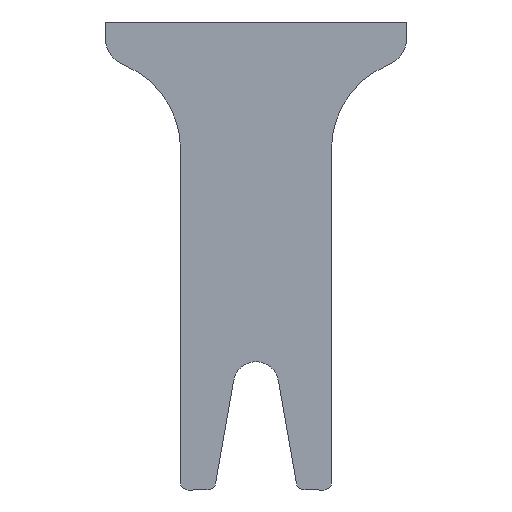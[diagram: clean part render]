
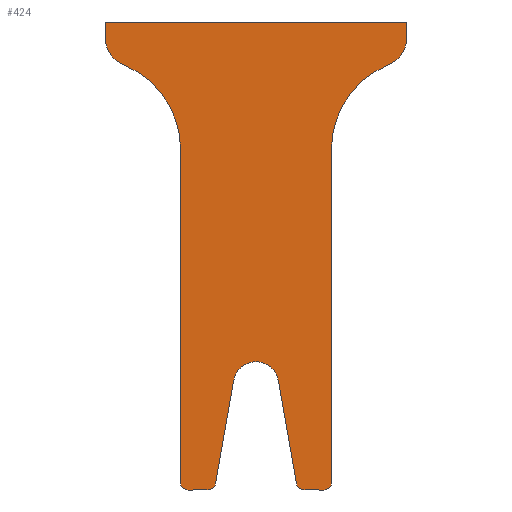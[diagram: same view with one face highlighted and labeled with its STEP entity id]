
A CAD part, left-side view. The second image highlights one B-rep face of the part: STEP entity #424.
In plain terms, the highlighted planar face has unit normal (-1, 0, 0).
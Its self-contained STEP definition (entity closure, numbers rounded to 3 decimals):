
#27=PLANE('',#466);
#49=FACE_OUTER_BOUND('',#71,.T.);
#71=EDGE_LOOP('',(#374,#375,#376,#377,#378,#379,#380,#381,#382,#383,#384,
#385,#386,#387,#388,#389,#390,#391,#392,#393));
#74=LINE('',#603,#116);
#78=LINE('',#615,#120);
#81=LINE('',#621,#123);
#84=LINE('',#627,#126);
#88=LINE('',#639,#130);
#92=LINE('',#651,#134);
#96=LINE('',#663,#138);
#100=LINE('',#675,#142);
#104=LINE('',#687,#146);
#108=LINE('',#699,#150);
#112=LINE('',#710,#154);
#116=VECTOR('',#479,0.067);
#120=VECTOR('',#491,1.);
#123=VECTOR('',#496,20.);
#126=VECTOR('',#501,1.);
#130=VECTOR('',#513,0.067);
#134=VECTOR('',#525,22.084);
#138=VECTOR('',#537,1.323);
#142=VECTOR('',#549,6.953);
#146=VECTOR('',#561,6.953);
#150=VECTOR('',#573,1.323);
#154=VECTOR('',#585,22.084);
#156=CIRCLE('',#428,6.);
#158=CIRCLE('',#432,2.);
#160=CIRCLE('',#438,2.);
#162=CIRCLE('',#442,6.);
#164=CIRCLE('',#446,0.5);
#166=CIRCLE('',#450,0.5);
#168=CIRCLE('',#454,1.5);
#170=CIRCLE('',#458,0.5);
#172=CIRCLE('',#462,0.5);
#174=VERTEX_POINT('',#593);
#175=VERTEX_POINT('',#594);
#178=VERTEX_POINT('',#602);
#180=VERTEX_POINT('',#608);
#182=VERTEX_POINT('',#614);
#184=VERTEX_POINT('',#620);
#186=VERTEX_POINT('',#626);
#188=VERTEX_POINT('',#632);
#190=VERTEX_POINT('',#638);
#192=VERTEX_POINT('',#644);
#194=VERTEX_POINT('',#650);
#196=VERTEX_POINT('',#656);
#198=VERTEX_POINT('',#662);
#200=VERTEX_POINT('',#668);
#202=VERTEX_POINT('',#674);
#204=VERTEX_POINT('',#680);
#206=VERTEX_POINT('',#686);
#208=VERTEX_POINT('',#692);
#210=VERTEX_POINT('',#698);
#212=VERTEX_POINT('',#704);
#214=EDGE_CURVE('',#174,#175,#156,.T.);
#218=EDGE_CURVE('',#178,#174,#74,.T.);
#221=EDGE_CURVE('',#180,#178,#158,.T.);
#224=EDGE_CURVE('',#182,#180,#78,.T.);
#227=EDGE_CURVE('',#184,#182,#81,.T.);
#230=EDGE_CURVE('',#186,#184,#84,.T.);
#233=EDGE_CURVE('',#188,#186,#160,.T.);
#236=EDGE_CURVE('',#190,#188,#88,.T.);
#239=EDGE_CURVE('',#192,#190,#162,.T.);
#242=EDGE_CURVE('',#194,#192,#92,.T.);
#245=EDGE_CURVE('',#196,#194,#164,.T.);
#248=EDGE_CURVE('',#198,#196,#96,.T.);
#251=EDGE_CURVE('',#200,#198,#166,.T.);
#254=EDGE_CURVE('',#202,#200,#100,.T.);
#257=EDGE_CURVE('',#204,#202,#168,.T.);
#260=EDGE_CURVE('',#206,#204,#104,.T.);
#263=EDGE_CURVE('',#208,#206,#170,.T.);
#266=EDGE_CURVE('',#210,#208,#108,.T.);
#269=EDGE_CURVE('',#212,#210,#172,.T.);
#272=EDGE_CURVE('',#175,#212,#112,.T.);
#374=ORIENTED_EDGE('',*,*,#272,.F.);
#375=ORIENTED_EDGE('',*,*,#214,.F.);
#376=ORIENTED_EDGE('',*,*,#218,.F.);
#377=ORIENTED_EDGE('',*,*,#221,.F.);
#378=ORIENTED_EDGE('',*,*,#224,.F.);
#379=ORIENTED_EDGE('',*,*,#227,.F.);
#380=ORIENTED_EDGE('',*,*,#230,.F.);
#381=ORIENTED_EDGE('',*,*,#233,.F.);
#382=ORIENTED_EDGE('',*,*,#236,.F.);
#383=ORIENTED_EDGE('',*,*,#239,.F.);
#384=ORIENTED_EDGE('',*,*,#242,.F.);
#385=ORIENTED_EDGE('',*,*,#245,.F.);
#386=ORIENTED_EDGE('',*,*,#248,.F.);
#387=ORIENTED_EDGE('',*,*,#251,.F.);
#388=ORIENTED_EDGE('',*,*,#254,.F.);
#389=ORIENTED_EDGE('',*,*,#257,.F.);
#390=ORIENTED_EDGE('',*,*,#260,.F.);
#391=ORIENTED_EDGE('',*,*,#263,.F.);
#392=ORIENTED_EDGE('',*,*,#266,.F.);
#393=ORIENTED_EDGE('',*,*,#269,.F.);
#424=ADVANCED_FACE('',(#49),#27,.F.);
#428=AXIS2_PLACEMENT_3D('',#595,#471,#472);
#432=AXIS2_PLACEMENT_3D('',#609,#484,#485);
#438=AXIS2_PLACEMENT_3D('',#633,#506,#507);
#442=AXIS2_PLACEMENT_3D('',#645,#518,#519);
#446=AXIS2_PLACEMENT_3D('',#657,#530,#531);
#450=AXIS2_PLACEMENT_3D('',#669,#542,#543);
#454=AXIS2_PLACEMENT_3D('',#681,#554,#555);
#458=AXIS2_PLACEMENT_3D('',#693,#566,#567);
#462=AXIS2_PLACEMENT_3D('',#705,#578,#579);
#466=AXIS2_PLACEMENT_3D('',#713,#589,#590);
#471=DIRECTION('center_axis',(-1.,0.,0.));
#472=DIRECTION('ref_axis',(0.,-1.,0.));
#479=DIRECTION('',(0.,0.924,-0.383));
#484=DIRECTION('center_axis',(1.,0.,0.));
#485=DIRECTION('ref_axis',(0.,-1.,0.));
#491=DIRECTION('',(0.,0.,-1.));
#496=DIRECTION('',(0.,-1.,0.));
#501=DIRECTION('',(0.,0.,1.));
#506=DIRECTION('center_axis',(1.,0.,0.));
#507=DIRECTION('ref_axis',(0.,0.383,-0.924));
#513=DIRECTION('',(0.,0.924,0.383));
#518=DIRECTION('center_axis',(-1.,0.,0.));
#519=DIRECTION('ref_axis',(0.,0.383,-0.924));
#525=DIRECTION('',(0.,0.,1.));
#530=DIRECTION('center_axis',(1.,0.,0.));
#531=DIRECTION('ref_axis',(0.,0.,-1.));
#537=DIRECTION('',(0.,1.,0.));
#542=DIRECTION('center_axis',(1.,0.,0.));
#543=DIRECTION('ref_axis',(0.,-0.985,-0.174));
#549=DIRECTION('',(0.,0.174,-0.985));
#554=DIRECTION('center_axis',(-1.,0.,0.));
#555=DIRECTION('ref_axis',(0.,-0.985,-0.174));
#561=DIRECTION('',(0.,0.174,0.985));
#566=DIRECTION('center_axis',(1.,0.,0.));
#567=DIRECTION('ref_axis',(0.,0.,-1.));
#573=DIRECTION('',(0.,1.,0.));
#578=DIRECTION('center_axis',(1.,0.,0.));
#579=DIRECTION('ref_axis',(0.,-1.,0.));
#585=DIRECTION('',(0.,0.,-1.));
#589=DIRECTION('center_axis',(1.,0.,0.));
#590=DIRECTION('ref_axis',(0.,0.,-1.));
#593=CARTESIAN_POINT('',(0.,-8.704,33.127));
#594=CARTESIAN_POINT('',(0.,-5.,27.584));
#595=CARTESIAN_POINT('Origin',(0.,-11.,27.584));
#602=CARTESIAN_POINT('',(0.,-8.765,33.152));
#603=CARTESIAN_POINT('',(0.,-8.765,33.152));
#608=CARTESIAN_POINT('',(0.,-10.,35.));
#609=CARTESIAN_POINT('Origin',(0.,-8.,35.));
#614=CARTESIAN_POINT('',(0.,-10.,36.));
#615=CARTESIAN_POINT('',(0.,-10.,36.));
#620=CARTESIAN_POINT('',(0.,10.,36.));
#621=CARTESIAN_POINT('',(0.,10.,36.));
#626=CARTESIAN_POINT('',(0.,10.,35.));
#627=CARTESIAN_POINT('',(0.,10.,35.));
#632=CARTESIAN_POINT('',(0.,8.765,33.152));
#633=CARTESIAN_POINT('Origin',(0.,8.,35.));
#638=CARTESIAN_POINT('',(0.,8.704,33.127));
#639=CARTESIAN_POINT('',(0.,8.704,33.127));
#644=CARTESIAN_POINT('',(0.,5.,27.584));
#645=CARTESIAN_POINT('Origin',(0.,11.,27.584));
#650=CARTESIAN_POINT('',(0.,5.,5.5));
#651=CARTESIAN_POINT('',(0.,5.,5.5));
#656=CARTESIAN_POINT('',(0.,4.5,5.));
#657=CARTESIAN_POINT('Origin',(0.,4.5,5.5));
#662=CARTESIAN_POINT('',(0.,3.177,5.));
#663=CARTESIAN_POINT('',(0.,3.177,5.));
#668=CARTESIAN_POINT('',(0.,2.685,5.413));
#669=CARTESIAN_POINT('Origin',(0.,3.177,5.5));
#674=CARTESIAN_POINT('',(0.,1.477,12.26));
#675=CARTESIAN_POINT('',(0.,1.477,12.26));
#680=CARTESIAN_POINT('',(0.,-1.477,12.26));
#681=CARTESIAN_POINT('Origin',(0.,0.,12.));
#686=CARTESIAN_POINT('',(0.,-2.685,5.413));
#687=CARTESIAN_POINT('',(0.,-2.685,5.413));
#692=CARTESIAN_POINT('',(0.,-3.177,5.));
#693=CARTESIAN_POINT('Origin',(0.,-3.177,5.5));
#698=CARTESIAN_POINT('',(0.,-4.5,5.));
#699=CARTESIAN_POINT('',(0.,-4.5,5.));
#704=CARTESIAN_POINT('',(0.,-5.,5.5));
#705=CARTESIAN_POINT('Origin',(0.,-4.5,5.5));
#710=CARTESIAN_POINT('',(0.,-5.,27.584));
#713=CARTESIAN_POINT('Origin',(0.,0.,21.107));
